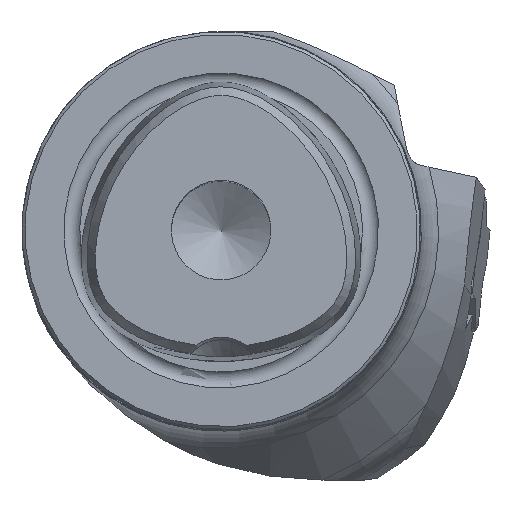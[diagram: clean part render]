
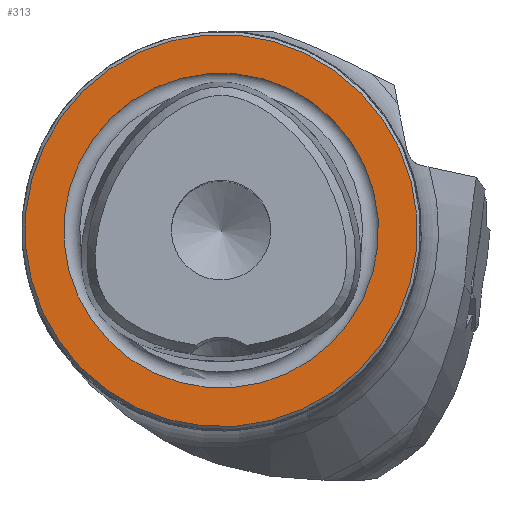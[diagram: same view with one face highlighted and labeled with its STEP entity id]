
A CAD part, top view. The second image highlights one B-rep face of the part: STEP entity #313.
In plain terms, the highlighted planar face has unit normal (0, 0, 1).
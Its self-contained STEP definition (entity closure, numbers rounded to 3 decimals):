
#140=FACE_BOUND('',#688,.T.);
#141=FACE_BOUND('',#689,.T.);
#205=CIRCLE('',#2891,19.7);
#210=CIRCLE('',#2898,15.807);
#313=ADVANCED_FACE('CU_E_LO_SU_1',(#140,#141),#440,.T.);
#440=PLANE('',#2900);
#688=EDGE_LOOP('',(#1226));
#689=EDGE_LOOP('',(#1227));
#1226=ORIENTED_EDGE('',*,*,#2214,.T.);
#1227=ORIENTED_EDGE('',*,*,#2239,.F.);
#1911=VERTEX_POINT('',#5425);
#1932=VERTEX_POINT('',#5845);
#2214=EDGE_CURVE('',#1911,#1911,#205,.T.);
#2239=EDGE_CURVE('',#1932,#1932,#210,.T.);
#2891=AXIS2_PLACEMENT_3D('',#5424,#3241,#3242);
#2898=AXIS2_PLACEMENT_3D('',#5844,#3255,#3256);
#2900=AXIS2_PLACEMENT_3D('',#5847,#3259,#3260);
#3241=DIRECTION('',(0.,0.,1.));
#3242=DIRECTION('',(-0.095,-0.995,0.));
#3255=DIRECTION('',(0.,0.,1.));
#3256=DIRECTION('',(-0.095,-0.995,0.));
#3259=DIRECTION('',(0.,0.,1.));
#3260=DIRECTION('',(-0.095,-0.995,0.));
#5424=CARTESIAN_POINT('',(0.,0.,
0.));
#5425=CARTESIAN_POINT('',(-1.872,-19.611,0.));
#5844=CARTESIAN_POINT('',(0.,0.,
0.));
#5845=CARTESIAN_POINT('',(-1.502,-15.736,0.));
#5847=CARTESIAN_POINT('',(0.,-15.807,0.));
